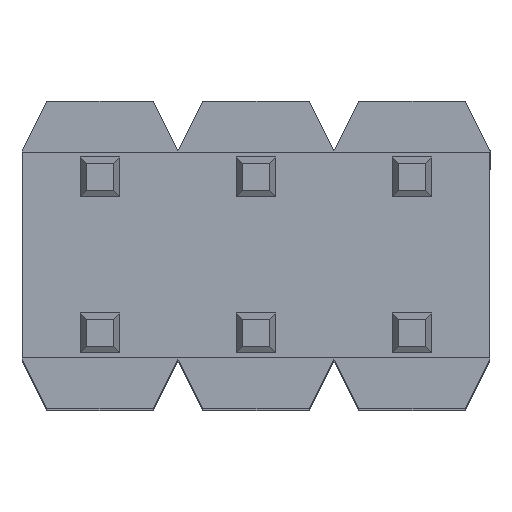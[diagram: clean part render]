
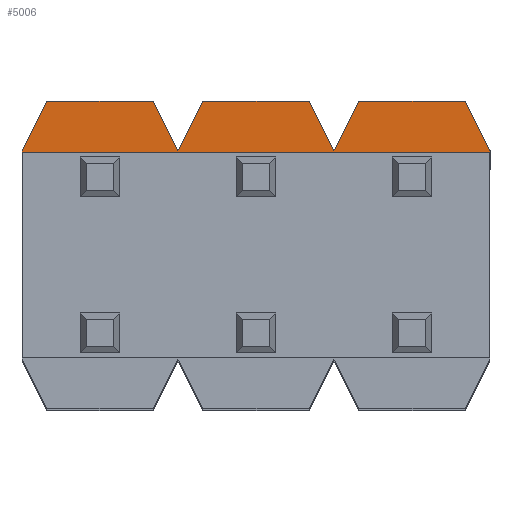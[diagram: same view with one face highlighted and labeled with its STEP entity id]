
A CAD part, top view. The second image highlights one B-rep face of the part: STEP entity #5006.
In plain terms, the highlighted planar face has unit normal (0, 0, 1).
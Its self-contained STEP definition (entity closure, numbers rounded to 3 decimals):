
#32 = EDGE_CURVE ( 'NONE', #1380, #1945, #4010, .T. ) ;
#88 = ORIENTED_EDGE ( 'NONE', *, *, #2455, .T. ) ;
#95 = DIRECTION ( 'NONE',  ( -1., 0., 0. ) ) ;
#179 = VERTEX_POINT ( 'NONE', #3668 ) ;
#286 = LINE ( 'NONE', #1898, #5330 ) ;
#317 = VERTEX_POINT ( 'NONE', #2635 ) ;
#367 = CARTESIAN_POINT ( 'NONE',  ( 12.7, -2.5, 20. ) ) ;
#396 = LINE ( 'NONE', #1633, #3278 ) ;
#414 = VECTOR ( 'NONE', #1607, 1000. ) ;
#443 = DIRECTION ( 'NONE',  ( 0., 1., 0. ) ) ;
#569 = PLANE ( 'NONE',  #5108 ) ;
#620 = VERTEX_POINT ( 'NONE', #969 ) ;
#621 = CARTESIAN_POINT ( 'NONE',  ( 10.56, 2.5, 20. ) ) ;
#631 = CARTESIAN_POINT ( 'NONE',  ( 8.808, 4.404, 20. ) ) ;
#641 = LINE ( 'NONE', #1040, #4907 ) ;
#707 = VERTEX_POINT ( 'NONE', #621 ) ;
#727 = CARTESIAN_POINT ( 'NONE',  ( 3.384, -1.692, 20. ) ) ;
#737 = CARTESIAN_POINT ( 'NONE',  ( 8.02, 2.5, 20. ) ) ;
#756 = EDGE_CURVE ( 'NONE', #620, #3651, #3186, .T. ) ;
#779 = CARTESIAN_POINT ( 'NONE',  ( 12.3, 2.5, 20. ) ) ;
#840 = ORIENTED_EDGE ( 'NONE', *, *, #2811, .T. ) ;
#865 = DIRECTION ( 'NONE',  ( -1., 0., 0. ) ) ;
#874 = VECTOR ( 'NONE', #95, 1000. ) ;
#893 = DIRECTION ( 'NONE',  ( 0., 0., -1. ) ) ;
#907 = LINE ( 'NONE', #1043, #1569 ) ;
#969 = CARTESIAN_POINT ( 'NONE',  ( 5.08, 1.675, 20. ) ) ;
#978 = ORIENTED_EDGE ( 'NONE', *, *, #4385, .T. ) ;
#1040 = CARTESIAN_POINT ( 'NONE',  ( 6.776, 3.388, 20. ) ) ;
#1043 = CARTESIAN_POINT ( 'NONE',  ( -12.7, 2.5, 20. ) ) ;
#1054 = EDGE_CURVE ( 'NONE', #5240, #707, #907, .T. ) ;
#1062 = DIRECTION ( 'NONE',  ( -0.447, -0.894, 0. ) ) ;
#1207 = ORIENTED_EDGE ( 'NONE', *, *, #3201, .T. ) ;
#1213 = VECTOR ( 'NONE', #4852, 1000. ) ;
#1280 = CARTESIAN_POINT ( 'NONE',  ( -12.7, 2.5, 20. ) ) ;
#1310 = CARTESIAN_POINT ( 'NONE',  ( 5.48, 2.5, 20. ) ) ;
#1319 = EDGE_CURVE ( 'NONE', #4996, #3320, #3385, .T. ) ;
#1325 = EDGE_CURVE ( 'NONE', #317, #5240, #2530, .T. ) ;
#1361 = CARTESIAN_POINT ( 'NONE',  ( 10.84, 5.42, 20. ) ) ;
#1364 = ORIENTED_EDGE ( 'NONE', *, *, #2967, .T. ) ;
#1380 = VERTEX_POINT ( 'NONE', #1310 ) ;
#1493 = LINE ( 'NONE', #631, #4966 ) ;
#1569 = VECTOR ( 'NONE', #2665, 1000. ) ;
#1607 = DIRECTION ( 'NONE',  ( -1., 0., 0. ) ) ;
#1633 = CARTESIAN_POINT ( 'NONE',  ( 7.448, -3.724, 20. ) ) ;
#1775 = ORIENTED_EDGE ( 'NONE', *, *, #1319, .T. ) ;
#1804 = VERTEX_POINT ( 'NONE', #3409 ) ;
#1856 = DIRECTION ( 'NONE',  ( 1., 0., 0. ) ) ;
#1871 = CARTESIAN_POINT ( 'NONE',  ( 10.16, 1.7, 20. ) ) ;
#1887 = ORIENTED_EDGE ( 'NONE', *, *, #756, .T. ) ;
#1898 = CARTESIAN_POINT ( 'NONE',  ( 5.416, -2.708, 20. ) ) ;
#1926 = LINE ( 'NONE', #2331, #2650 ) ;
#1945 = VERTEX_POINT ( 'NONE', #3181 ) ;
#2083 = VECTOR ( 'NONE', #1856, 1000. ) ;
#2110 = EDGE_CURVE ( 'NONE', #1945, #620, #1926, .T. ) ;
#2331 = CARTESIAN_POINT ( 'NONE',  ( 5.08, 0., 20. ) ) ;
#2455 = EDGE_CURVE ( 'NONE', #179, #1380, #3356, .T. ) ;
#2530 = LINE ( 'NONE', #1361, #5010 ) ;
#2566 = CARTESIAN_POINT ( 'NONE',  ( 9.76, 2.5, 20. ) ) ;
#2579 = CARTESIAN_POINT ( 'NONE',  ( 12.7, 1.675, 20. ) ) ;
#2635 = CARTESIAN_POINT ( 'NONE',  ( 12.7, 1.7, 20. ) ) ;
#2650 = VECTOR ( 'NONE', #2735, 1000. ) ;
#2665 = DIRECTION ( 'NONE',  ( -1., 0., 0. ) ) ;
#2670 = CARTESIAN_POINT ( 'NONE',  ( -32.3, 1.675, 20. ) ) ;
#2714 = EDGE_LOOP ( 'NONE', ( #3432, #4505, #1887, #1364, #4071, #4747, #978, #1207, #1775, #840, #4862, #88 ) ) ;
#2735 = DIRECTION ( 'NONE',  ( 0., -1., 0. ) ) ;
#2811 = EDGE_CURVE ( 'NONE', #3320, #1804, #286, .T. ) ;
#2924 = VERTEX_POINT ( 'NONE', #1871 ) ;
#2967 = EDGE_CURVE ( 'NONE', #3651, #317, #3331, .T. ) ;
#2986 = CARTESIAN_POINT ( 'NONE',  ( -12.7, 2.5, 20. ) ) ;
#3011 = DIRECTION ( 'NONE',  ( -0.447, 0.894, 0. ) ) ;
#3181 = CARTESIAN_POINT ( 'NONE',  ( 5.08, 1.7, 20. ) ) ;
#3186 = LINE ( 'NONE', #2670, #2083 ) ;
#3201 = EDGE_CURVE ( 'NONE', #2924, #4996, #1493, .T. ) ;
#3278 = VECTOR ( 'NONE', #4522, 1000. ) ;
#3320 = VERTEX_POINT ( 'NONE', #737 ) ;
#3331 = LINE ( 'NONE', #367, #5239 ) ;
#3356 = LINE ( 'NONE', #1280, #414 ) ;
#3385 = LINE ( 'NONE', #2986, #874 ) ;
#3409 = CARTESIAN_POINT ( 'NONE',  ( 7.62, 1.7, 20. ) ) ;
#3432 = ORIENTED_EDGE ( 'NONE', *, *, #32, .T. ) ;
#3455 = CARTESIAN_POINT ( 'NONE',  ( 0., 0., 20. ) ) ;
#3599 = DIRECTION ( 'NONE',  ( -0.447, 0.894, 0. ) ) ;
#3651 = VERTEX_POINT ( 'NONE', #2579 ) ;
#3668 = CARTESIAN_POINT ( 'NONE',  ( 7.22, 2.5, 20. ) ) ;
#4010 = LINE ( 'NONE', #727, #1213 ) ;
#4071 = ORIENTED_EDGE ( 'NONE', *, *, #1325, .T. ) ;
#4251 = EDGE_CURVE ( 'NONE', #1804, #179, #641, .T. ) ;
#4260 = FACE_OUTER_BOUND ( 'NONE', #2714, .T. ) ;
#4385 = EDGE_CURVE ( 'NONE', #707, #2924, #396, .T. ) ;
#4505 = ORIENTED_EDGE ( 'NONE', *, *, #2110, .T. ) ;
#4522 = DIRECTION ( 'NONE',  ( -0.447, -0.894, 0. ) ) ;
#4747 = ORIENTED_EDGE ( 'NONE', *, *, #1054, .T. ) ;
#4852 = DIRECTION ( 'NONE',  ( -0.447, -0.894, 0. ) ) ;
#4862 = ORIENTED_EDGE ( 'NONE', *, *, #4251, .T. ) ;
#4907 = VECTOR ( 'NONE', #5251, 1000. ) ;
#4966 = VECTOR ( 'NONE', #3599, 1000. ) ;
#4996 = VERTEX_POINT ( 'NONE', #2566 ) ;
#5006 = ADVANCED_FACE ( 'NONE', ( #4260 ), #569, .F. ) ;
#5010 = VECTOR ( 'NONE', #3011, 1000. ) ;
#5108 = AXIS2_PLACEMENT_3D ( 'NONE', #3455, #893, #865 ) ;
#5239 = VECTOR ( 'NONE', #443, 1000. ) ;
#5240 = VERTEX_POINT ( 'NONE', #779 ) ;
#5251 = DIRECTION ( 'NONE',  ( -0.447, 0.894, 0. ) ) ;
#5330 = VECTOR ( 'NONE', #1062, 1000. ) ;
